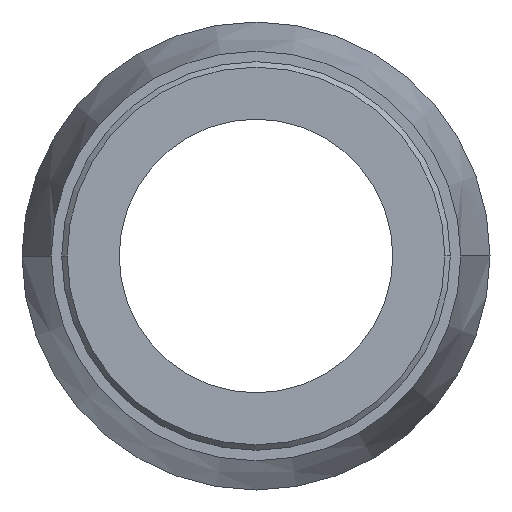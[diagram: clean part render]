
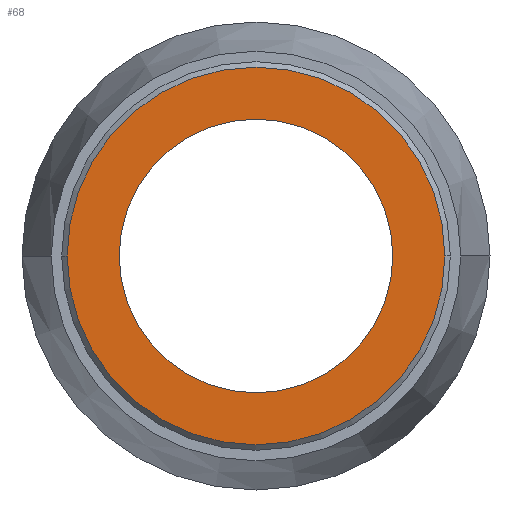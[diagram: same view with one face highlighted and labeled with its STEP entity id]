
A CAD part, left-side view. The second image highlights one B-rep face of the part: STEP entity #68.
In plain terms, the highlighted planar face has unit normal (-1, 0, 0).
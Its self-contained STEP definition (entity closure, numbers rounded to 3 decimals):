
#68=ADVANCED_FACE('',(#125,#126),#127,.T.);
#125=FACE_BOUND('',#193,.T.);
#126=FACE_OUTER_BOUND('',#194,.T.);
#127=PLANE('',#195);
#193=EDGE_LOOP('',(#369,#370));
#194=EDGE_LOOP('',(#371,#372));
#195=AXIS2_PLACEMENT_3D('',#373,#374,#375);
#369=ORIENTED_EDGE('',*,*,#489,.T.);
#370=ORIENTED_EDGE('',*,*,#488,.T.);
#371=ORIENTED_EDGE('',*,*,#465,.F.);
#372=ORIENTED_EDGE('',*,*,#496,.F.);
#373=CARTESIAN_POINT('',(-45.0,3.45,0.0));
#374=DIRECTION('',(-1.0,-0.0,0.0));
#375=DIRECTION('',(0.0,-1.0,-0.0));
#465=EDGE_CURVE('',#546,#548,#549,.T.);
#488=EDGE_CURVE('',#582,#586,#588,.T.);
#489=EDGE_CURVE('',#586,#582,#589,.T.);
#496=EDGE_CURVE('',#548,#546,#596,.T.);
#546=VERTEX_POINT('',#660);
#548=VERTEX_POINT('',#663);
#549=CIRCLE('',#664,6.9);
#582=VERTEX_POINT('',#708);
#586=VERTEX_POINT('',#713);
#588=CIRCLE('',#716,5.0);
#589=CIRCLE('',#717,5.0);
#596=CIRCLE('',#724,6.9);
#660=CARTESIAN_POINT('',(-45.0,6.9,0.0));
#663=CARTESIAN_POINT('',(-45.0,-6.9,0.));
#664=AXIS2_PLACEMENT_3D('',#779,#780,#781);
#708=CARTESIAN_POINT('',(-45.0,0.,-5.0));
#713=CARTESIAN_POINT('',(-45.0,0.,5.0));
#716=AXIS2_PLACEMENT_3D('',#822,#823,#824);
#717=AXIS2_PLACEMENT_3D('',#825,#826,#827);
#724=AXIS2_PLACEMENT_3D('',#846,#847,#848);
#779=CARTESIAN_POINT('',(-45.0,0.0,0.0));
#780=DIRECTION('',(1.0,0.0,0.0));
#781=DIRECTION('',(0.0,1.0,0.0));
#822=CARTESIAN_POINT('',(-45.0,0.0,0.0));
#823=DIRECTION('',(1.0,0.0,0.0));
#824=DIRECTION('',(0.0,0.0,-1.0));
#825=CARTESIAN_POINT('',(-45.0,0.0,0.0));
#826=DIRECTION('',(1.0,0.0,0.0));
#827=DIRECTION('',(0.0,0.0,-1.0));
#846=CARTESIAN_POINT('',(-45.0,0.0,0.0));
#847=DIRECTION('',(1.0,0.0,0.0));
#848=DIRECTION('',(0.0,1.0,0.0));
